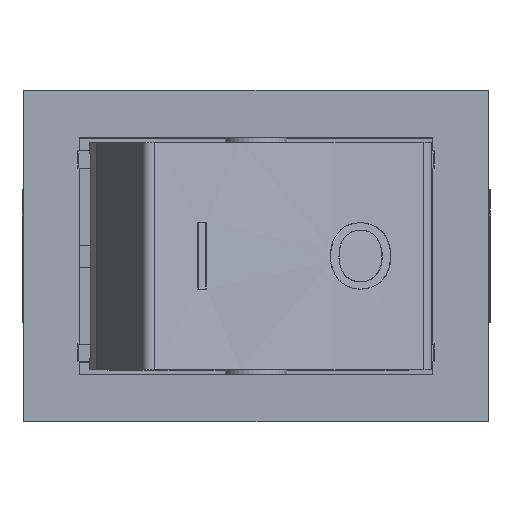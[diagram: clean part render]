
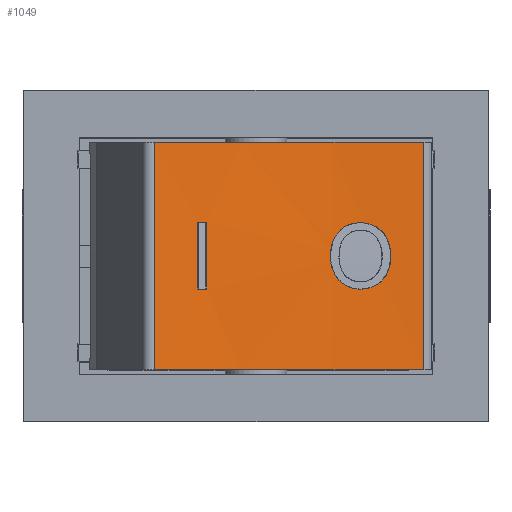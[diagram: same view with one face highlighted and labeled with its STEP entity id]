
A CAD part, top view. The second image highlights one B-rep face of the part: STEP entity #1049.
In plain terms, the highlighted cylindrical face has radius 36.996 mm (diameter 73.992 mm), a partial arc.
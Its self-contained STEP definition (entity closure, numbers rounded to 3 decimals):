
#1049 = ADVANCED_FACE( '', ( #2290, #2291, #2292 ), #2293, .F. );
#2290 = FACE_OUTER_BOUND( '', #3743, .T. );
#2291 = FACE_BOUND( '', #3744, .T. );
#2292 = FACE_BOUND( '', #3745, .T. );
#2293 = CYLINDRICAL_SURFACE( '', #3746, 36.996 );
#3743 = EDGE_LOOP( '', ( #7162, #7163, #7164, #7165 ) );
#3744 = EDGE_LOOP( '', ( #7166 ) );
#3745 = EDGE_LOOP( '', ( #7167, #7168, #7169, #7170 ) );
#3746 = AXIS2_PLACEMENT_3D( '', #7171, #7172, #7173 );
#7162 = ORIENTED_EDGE( '', *, *, #10609, .T. );
#7163 = ORIENTED_EDGE( '', *, *, #10610, .T. );
#7164 = ORIENTED_EDGE( '', *, *, #9552, .F. );
#7165 = ORIENTED_EDGE( '', *, *, #10611, .T. );
#7166 = ORIENTED_EDGE( '', *, *, #10612, .T. );
#7167 = ORIENTED_EDGE( '', *, *, #10300, .F. );
#7168 = ORIENTED_EDGE( '', *, *, #10613, .F. );
#7169 = ORIENTED_EDGE( '', *, *, #10614, .F. );
#7170 = ORIENTED_EDGE( '', *, *, #10086, .F. );
#7171 = CARTESIAN_POINT( '', ( -5.15, 0., 41.225 ) );
#7172 = DIRECTION( '', ( -1., 0., 0. ) );
#7173 = DIRECTION( '', ( 0., 0., -1. ) );
#9552 = EDGE_CURVE( '', #11437, #11438, #11439, .T. );
#10086 = EDGE_CURVE( '', #12328, #12329, #12330, .F. );
#10300 = EDGE_CURVE( '', #12670, #12328, #12671, .F. );
#10609 = EDGE_CURVE( '', #13095, #13096, #13097, .T. );
#10610 = EDGE_CURVE( '', #13096, #11438, #13098, .F. );
#10611 = EDGE_CURVE( '', #11437, #13095, #13099, .T. );
#10612 = EDGE_CURVE( '', #13100, #13100, #13101, .T. );
#10613 = EDGE_CURVE( '', #13102, #12670, #13103, .F. );
#10614 = EDGE_CURVE( '', #12329, #13102, #13104, .T. );
#11437 = VERTEX_POINT( '', #14215 );
#11438 = VERTEX_POINT( '', #14216 );
#11439 = CIRCLE( '', #14217, 36.996 );
#12328 = VERTEX_POINT( '', #16177 );
#12329 = VERTEX_POINT( '', #16178 );
#12330 = CIRCLE( '', #16179, 36.996 );
#12670 = VERTEX_POINT( '', #17029 );
#12671 = LINE( '', #17030, #17031 );
#13095 = VERTEX_POINT( '', #17868 );
#13096 = VERTEX_POINT( '', #17869 );
#13097 = CIRCLE( '', #17870, 36.996 );
#13098 = LINE( '', #17871, #17872 );
#13099 = LINE( '', #17873, #17874 );
#13100 = VERTEX_POINT( '', #17875 );
#13101 = B_SPLINE_CURVE_WITH_KNOTS( '', 3, ( #17876, #17877, #17878, #17879, #17880, #17881, #17882, #17883, #17884, #17885, #17886, #17887, #17888, #17889, #17890, #17891, #17892, #17893, #17894, #17895, #17896, #17897, #17898, #17899, #17900, #17901, #17902, #17903, #17904, #17905, #17906, #17907, #17908, #17909, #17910, #17911, #17912, #17913, #17914, #17915, #17916, #17917, #17918, #17919, #17920, #17921, #17922, #17923, #17924, #17925, #17926, #17927, #17928, #17929, #17930, #17931 ), .UNSPECIFIED., .T., .F., ( 2, 2, 2, 2, 2, 2, 2, 2, 2, 2, 2, 2, 2, 2, 2, 2, 2, 2, 2, 2, 2, 2, 2, 2, 2, 2, 2, 2, 2, 2 ), ( 0., 0., 0.001, 0.001, 0.001, 0.001, 0.002, 0.002, 0.002, 0.003, 0.003, 0.003, 0.003, 0.004, 0.005, 0.005, 0.005, 0.006, 0.006, 0.006, 0.007, 0.007, 0.007, 0.008, 0.008, 0.008, 0.009, 0.009, 0.009, 0.01 ), .UNSPECIFIED. );
#13102 = VERTEX_POINT( '', #17932 );
#13103 = CIRCLE( '', #17933, 36.996 );
#13104 = LINE( '', #17934, #17935 );
#14215 = CARTESIAN_POINT( '', ( -5.15, -6.361, 4.78 ) );
#14216 = CARTESIAN_POINT( '', ( -5.15, 6.361, 4.78 ) );
#14217 = AXIS2_PLACEMENT_3D( '', #18912, #18913, #18914 );
#16177 = CARTESIAN_POINT( '', ( -1.5, -3.805, 4.425 ) );
#16178 = CARTESIAN_POINT( '', ( -1.5, -4.2, 4.468 ) );
#16179 = AXIS2_PLACEMENT_3D( '', #19267, #19268, #19269 );
#17029 = CARTESIAN_POINT( '', ( 1.5, -3.805, 4.425 ) );
#17030 = CARTESIAN_POINT( '', ( -5.15, -3.805, 4.425 ) );
#17031 = VECTOR( '', #19393, 1000. );
#17868 = CARTESIAN_POINT( '', ( 5.15, -6.361, 4.78 ) );
#17869 = CARTESIAN_POINT( '', ( 5.15, 6.361, 4.78 ) );
#17870 = AXIS2_PLACEMENT_3D( '', #19619, #19620, #19621 );
#17871 = CARTESIAN_POINT( '', ( -5.15, 6.361, 4.78 ) );
#17872 = VECTOR( '', #19622, 1000. );
#17873 = CARTESIAN_POINT( '', ( -5.15, -6.361, 4.78 ) );
#17874 = VECTOR( '', #19623, 1000. );
#17875 = CARTESIAN_POINT( '', ( 0.039, 2.115, 4.29 ) );
#17876 = CARTESIAN_POINT( '', ( 0.135, 2.116, 4.29 ) );
#17877 = CARTESIAN_POINT( '', ( -0.154, 2.113, 4.289 ) );
#17878 = CARTESIAN_POINT( '', ( -0.344, 2.135, 4.291 ) );
#17879 = CARTESIAN_POINT( '', ( -0.622, 2.215, 4.295 ) );
#17880 = CARTESIAN_POINT( '', ( -0.712, 2.249, 4.297 ) );
#17881 = CARTESIAN_POINT( '', ( -0.882, 2.337, 4.303 ) );
#17882 = CARTESIAN_POINT( '', ( -0.963, 2.39, 4.306 ) );
#17883 = CARTESIAN_POINT( '', ( -1.11, 2.514, 4.314 ) );
#17884 = CARTESIAN_POINT( '', ( -1.176, 2.582, 4.319 ) );
#17885 = CARTESIAN_POINT( '', ( -1.292, 2.734, 4.33 ) );
#17886 = CARTESIAN_POINT( '', ( -1.342, 2.818, 4.336 ) );
#17887 = CARTESIAN_POINT( '', ( -1.42, 2.992, 4.35 ) );
#17888 = CARTESIAN_POINT( '', ( -1.449, 3.084, 4.358 ) );
#17889 = CARTESIAN_POINT( '', ( -1.488, 3.272, 4.374 ) );
#17890 = CARTESIAN_POINT( '', ( -1.497, 3.366, 4.382 ) );
#17891 = CARTESIAN_POINT( '', ( -1.502, 3.556, 4.4 ) );
#17892 = CARTESIAN_POINT( '', ( -1.496, 3.653, 4.41 ) );
#17893 = CARTESIAN_POINT( '', ( -1.466, 3.841, 4.429 ) );
#17894 = CARTESIAN_POINT( '', ( -1.442, 3.932, 4.438 ) );
#17895 = CARTESIAN_POINT( '', ( -1.374, 4.109, 4.458 ) );
#17896 = CARTESIAN_POINT( '', ( -1.329, 4.195, 4.468 ) );
#17897 = CARTESIAN_POINT( '', ( -1.225, 4.354, 4.486 ) );
#17898 = CARTESIAN_POINT( '', ( -1.164, 4.427, 4.495 ) );
#17899 = CARTESIAN_POINT( '', ( -0.955, 4.625, 4.519 ) );
#17900 = CARTESIAN_POINT( '', ( -0.785, 4.722, 4.532 ) );
#17901 = CARTESIAN_POINT( '', ( -0.423, 4.85, 4.548 ) );
#17902 = CARTESIAN_POINT( '', ( -0.232, 4.88, 4.552 ) );
#17903 = CARTESIAN_POINT( '', ( 0.151, 4.889, 4.553 ) );
#17904 = CARTESIAN_POINT( '', ( 0.344, 4.867, 4.551 ) );
#17905 = CARTESIAN_POINT( '', ( 0.619, 4.786, 4.54 ) );
#17906 = CARTESIAN_POINT( '', ( 0.708, 4.751, 4.535 ) );
#17907 = CARTESIAN_POINT( '', ( 0.879, 4.664, 4.524 ) );
#17908 = CARTESIAN_POINT( '', ( 0.961, 4.612, 4.518 ) );
#17909 = CARTESIAN_POINT( '', ( 1.108, 4.491, 4.503 ) );
#17910 = CARTESIAN_POINT( '', ( 1.175, 4.421, 4.494 ) );
#17911 = CARTESIAN_POINT( '', ( 1.289, 4.267, 4.476 ) );
#17912 = CARTESIAN_POINT( '', ( 1.336, 4.184, 4.466 ) );
#17913 = CARTESIAN_POINT( '', ( 1.453, 3.922, 4.437 ) );
#17914 = CARTESIAN_POINT( '', ( 1.494, 3.732, 4.417 ) );
#17915 = CARTESIAN_POINT( '', ( 1.502, 3.446, 4.39 ) );
#17916 = CARTESIAN_POINT( '', ( 1.496, 3.351, 4.381 ) );
#17917 = CARTESIAN_POINT( '', ( 1.466, 3.162, 4.364 ) );
#17918 = CARTESIAN_POINT( '', ( 1.441, 3.068, 4.356 ) );
#17919 = CARTESIAN_POINT( '', ( 1.372, 2.891, 4.342 ) );
#17920 = CARTESIAN_POINT( '', ( 1.329, 2.807, 4.336 ) );
#17921 = CARTESIAN_POINT( '', ( 1.223, 2.648, 4.324 ) );
#17922 = CARTESIAN_POINT( '', ( 1.161, 2.573, 4.319 ) );
#17923 = CARTESIAN_POINT( '', ( 1.023, 2.442, 4.31 ) );
#17924 = CARTESIAN_POINT( '', ( 0.946, 2.383, 4.306 ) );
#17925 = CARTESIAN_POINT( '', ( 0.78, 2.285, 4.3 ) );
#17926 = CARTESIAN_POINT( '', ( 0.693, 2.246, 4.297 ) );
#17927 = CARTESIAN_POINT( '', ( 0.512, 2.181, 4.293 ) );
#17928 = CARTESIAN_POINT( '', ( 0.419, 2.155, 4.292 ) );
#17929 = CARTESIAN_POINT( '', ( 0.23, 2.123, 4.29 ) );
#17930 = CARTESIAN_POINT( '', ( 0.135, 2.116, 4.29 ) );
#17931 = CARTESIAN_POINT( '', ( -0.154, 2.113, 4.289 ) );
#17932 = CARTESIAN_POINT( '', ( 1.5, -4.2, 4.468 ) );
#17933 = AXIS2_PLACEMENT_3D( '', #19624, #19625, #19626 );
#17934 = CARTESIAN_POINT( '', ( -5.15, -4.2, 4.468 ) );
#17935 = VECTOR( '', #19627, 1000. );
#18912 = CARTESIAN_POINT( '', ( -5.15, 0., 41.225 ) );
#18913 = DIRECTION( '', ( 1., 0., 0. ) );
#18914 = DIRECTION( '', ( 0., -1., 0. ) );
#19267 = CARTESIAN_POINT( '', ( -1.5, 0., 41.225 ) );
#19268 = DIRECTION( '', ( 1., 0., 0. ) );
#19269 = DIRECTION( '', ( 0., 0., -1. ) );
#19393 = DIRECTION( '', ( 1., 0., 0. ) );
#19619 = CARTESIAN_POINT( '', ( 5.15, 0., 41.225 ) );
#19620 = DIRECTION( '', ( 1., 0., 0. ) );
#19621 = DIRECTION( '', ( 0., -1., 0. ) );
#19622 = DIRECTION( '', ( 1., 0., 0. ) );
#19623 = DIRECTION( '', ( 1., 0., 0. ) );
#19624 = CARTESIAN_POINT( '', ( 1.5, 0., 41.225 ) );
#19625 = DIRECTION( '', ( -1., 0., 0. ) );
#19626 = DIRECTION( '', ( 0., 0., 1. ) );
#19627 = DIRECTION( '', ( 1., 0., 0. ) );
